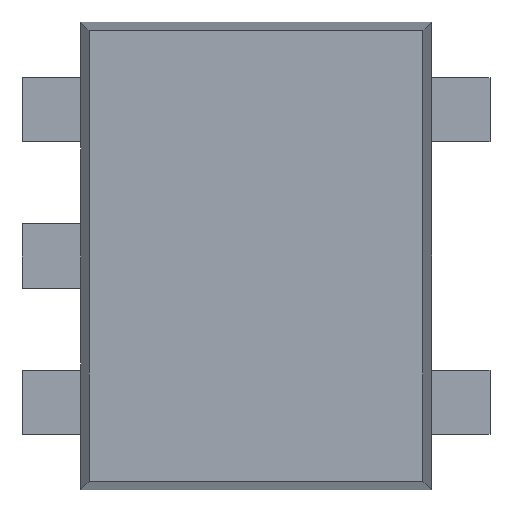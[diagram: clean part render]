
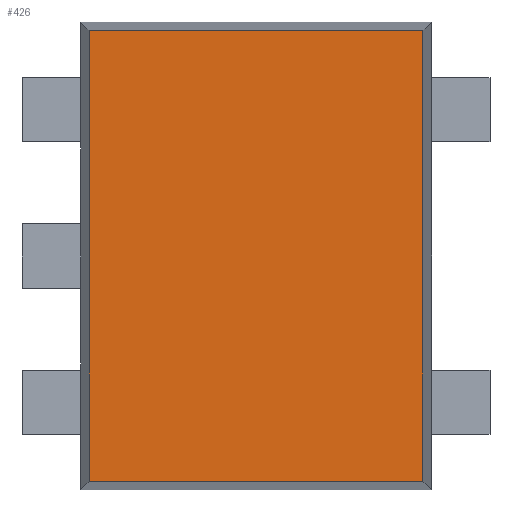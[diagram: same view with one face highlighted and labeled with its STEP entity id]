
A CAD part, top view. The second image highlights one B-rep face of the part: STEP entity #426.
In plain terms, the highlighted planar face has unit normal (0, 0, 1).
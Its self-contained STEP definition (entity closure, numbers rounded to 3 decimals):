
#27=VECTOR('',#28,1.);
#28=DIRECTION('',(-1.,0.,0.));
#51=VECTOR('',#52,1.);
#52=DIRECTION('',(0.,-1.,0.));
#60=VECTOR('',#61,1.);
#61=DIRECTION('',(0.,1.,0.));
#86=VECTOR('',#87,1.);
#87=DIRECTION('',(1.,0.,0.));
#117=DIRECTION('',(0.,0.,-1.));
#144=VERTEX_POINT('',#145);
#145=CARTESIAN_POINT('',(-0.571,0.771,0.55));
#148=EDGE_CURVE('',#149,#144,#151,.T.);
#149=VERTEX_POINT('',#150);
#150=CARTESIAN_POINT('',(0.571,0.771,0.55));
#151=LINE('',#150,#27);
#402=VERTEX_POINT('',#403);
#403=CARTESIAN_POINT('',(-0.571,-0.771,0.55));
#406=EDGE_CURVE('',#144,#402,#407,.T.);
#407=LINE('',#145,#51);
#426=ADVANCED_FACE('',(#427),#439,.F.);
#427=FACE_BOUND('',#428,.T.);
#428=EDGE_LOOP('',(#429,#430,#435,#438));
#429=ORIENTED_EDGE('',*,*,#406,.T.);
#430=ORIENTED_EDGE('',*,*,#431,.T.);
#431=EDGE_CURVE('',#402,#432,#434,.T.);
#432=VERTEX_POINT('',#433);
#433=CARTESIAN_POINT('',(0.571,-0.771,0.55));
#434=LINE('',#403,#86);
#435=ORIENTED_EDGE('',*,*,#436,.T.);
#436=EDGE_CURVE('',#432,#149,#437,.T.);
#437=LINE('',#433,#60);
#438=ORIENTED_EDGE('',*,*,#148,.T.);
#439=PLANE('',#440);
#440=AXIS2_PLACEMENT_3D('',#145,#117,#441);
#441=DIRECTION('',(0.595,-0.804,0.));
